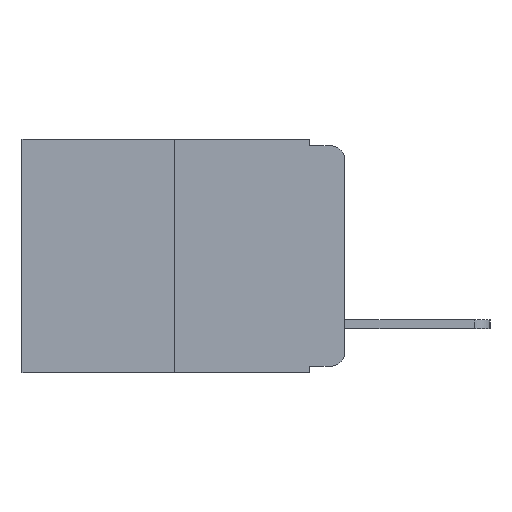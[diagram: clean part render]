
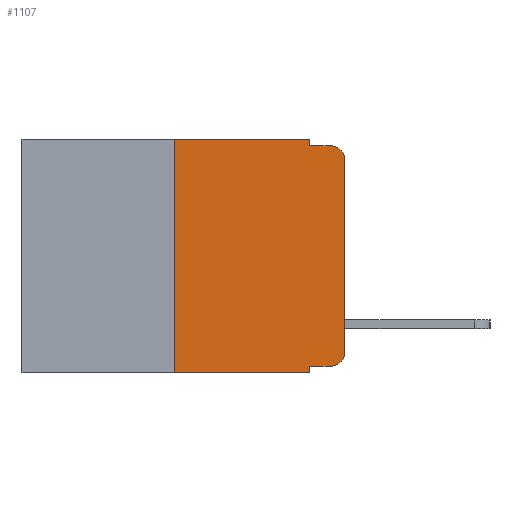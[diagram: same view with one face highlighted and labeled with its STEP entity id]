
A CAD part, left-side view. The second image highlights one B-rep face of the part: STEP entity #1107.
In plain terms, the highlighted planar face has unit normal (-1, 0, 0).
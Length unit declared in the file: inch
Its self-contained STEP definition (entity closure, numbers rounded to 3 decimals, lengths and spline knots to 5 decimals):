
#68 = VERTEX_POINT ( 'NONE', #7561 ) ;
#114 = CIRCLE ( 'NONE', #13439, 0.02 ) ;
#131 = DIRECTION ( 'NONE',  ( 0., 0., 1. ) ) ;
#422 = LINE ( 'NONE', #13616, #13571 ) ;
#520 = VERTEX_POINT ( 'NONE', #2759 ) ;
#595 = EDGE_CURVE ( 'NONE', #2892, #520, #5639, .T. ) ;
#1023 = EDGE_CURVE ( 'NONE', #9688, #10145, #422, .T. ) ;
#1107 = ADVANCED_FACE ( 'NONE', ( #12425 ), #10962, .F. ) ;
#2111 = CIRCLE ( 'NONE', #5353, 0.02 ) ;
#2114 = ORIENTED_EDGE ( 'NONE', *, *, #5352, .F. ) ;
#2340 = VERTEX_POINT ( 'NONE', #15672 ) ;
#2418 = DIRECTION ( 'NONE',  ( 0., -1., 0. ) ) ;
#2695 = EDGE_LOOP ( 'NONE', ( #6162, #11577, #6440, #7205, #3849, #3675, #6467, #2114, #5381, #4929 ) ) ;
#2759 = CARTESIAN_POINT ( 'NONE',  ( 0., 0.051, 0. ) ) ;
#2865 = AXIS2_PLACEMENT_3D ( 'NONE', #7728, #6658, #8531 ) ;
#2892 = VERTEX_POINT ( 'NONE', #15416 ) ;
#2994 = VECTOR ( 'NONE', #4751, 39.37008 ) ;
#3111 = VERTEX_POINT ( 'NONE', #6092 ) ;
#3271 = LINE ( 'NONE', #13984, #16333 ) ;
#3675 = ORIENTED_EDGE ( 'NONE', *, *, #8080, .F. ) ;
#3849 = ORIENTED_EDGE ( 'NONE', *, *, #595, .F. ) ;
#4233 = EDGE_CURVE ( 'NONE', #10929, #68, #16460, .T. ) ;
#4751 = DIRECTION ( 'NONE',  ( 0., -1., 0. ) ) ;
#4773 = VECTOR ( 'NONE', #15695, 39.37008 ) ;
#4869 = CARTESIAN_POINT ( 'NONE',  ( 0., 0.02, -0.313 ) ) ;
#4926 = LINE ( 'NONE', #10317, #8116 ) ;
#4929 = ORIENTED_EDGE ( 'NONE', *, *, #5329, .T. ) ;
#4984 = VERTEX_POINT ( 'NONE', #5293 ) ;
#5046 = LINE ( 'NONE', #8293, #8235 ) ;
#5293 = CARTESIAN_POINT ( 'NONE',  ( 0., 0., -0.03 ) ) ;
#5329 = EDGE_CURVE ( 'NONE', #10145, #3111, #2111, .T. ) ;
#5352 = EDGE_CURVE ( 'NONE', #9688, #68, #4926, .T. ) ;
#5353 = AXIS2_PLACEMENT_3D ( 'NONE', #4869, #12095, #8054 ) ;
#5381 = ORIENTED_EDGE ( 'NONE', *, *, #1023, .T. ) ;
#5639 = LINE ( 'NONE', #11257, #4773 ) ;
#5661 = CARTESIAN_POINT ( 'NONE',  ( 0., 0.25, 0. ) ) ;
#6092 = CARTESIAN_POINT ( 'NONE',  ( 0., 0., -0.313 ) ) ;
#6162 = ORIENTED_EDGE ( 'NONE', *, *, #12677, .T. ) ;
#6440 = ORIENTED_EDGE ( 'NONE', *, *, #15445, .F. ) ;
#6467 = ORIENTED_EDGE ( 'NONE', *, *, #4233, .T. ) ;
#6497 = DIRECTION ( 'NONE',  ( -1., 0., 0. ) ) ;
#6658 = DIRECTION ( 'NONE',  ( 1., 0., 0. ) ) ;
#7124 = CARTESIAN_POINT ( 'NONE',  ( 0., 0.051, -0.333 ) ) ;
#7205 = ORIENTED_EDGE ( 'NONE', *, *, #13065, .F. ) ;
#7251 = CARTESIAN_POINT ( 'NONE',  ( 0., 0.051, -0.01 ) ) ;
#7561 = CARTESIAN_POINT ( 'NONE',  ( 0., 0.051, -0.343 ) ) ;
#7728 = CARTESIAN_POINT ( 'NONE',  ( 0., 0.473, 0. ) ) ;
#8054 = DIRECTION ( 'NONE',  ( 0., 0., -1. ) ) ;
#8080 = EDGE_CURVE ( 'NONE', #10929, #2892, #9951, .T. ) ;
#8116 = VECTOR ( 'NONE', #8306, 39.37008 ) ;
#8235 = VECTOR ( 'NONE', #9526, 39.37008 ) ;
#8293 = CARTESIAN_POINT ( 'NONE',  ( 0., 0.051, 0. ) ) ;
#8306 = DIRECTION ( 'NONE',  ( 0., 0., -1. ) ) ;
#8531 = DIRECTION ( 'NONE',  ( 0., 0., -1. ) ) ;
#9117 = CARTESIAN_POINT ( 'NONE',  ( 0., 0.02, -0.333 ) ) ;
#9279 = CARTESIAN_POINT ( 'NONE',  ( 0., 0.473, -0.343 ) ) ;
#9489 = CARTESIAN_POINT ( 'NONE',  ( 0., 0.25, -0.343 ) ) ;
#9526 = DIRECTION ( 'NONE',  ( 0., 0., -1. ) ) ;
#9688 = VERTEX_POINT ( 'NONE', #7124 ) ;
#9951 = LINE ( 'NONE', #5661, #12795 ) ;
#9983 = LINE ( 'NONE', #16208, #16052 ) ;
#10145 = VERTEX_POINT ( 'NONE', #9117 ) ;
#10170 = DIRECTION ( 'NONE',  ( 0., 0., 1. ) ) ;
#10317 = CARTESIAN_POINT ( 'NONE',  ( 0., 0.051, 0. ) ) ;
#10929 = VERTEX_POINT ( 'NONE', #9489 ) ;
#10962 = PLANE ( 'NONE',  #2865 ) ;
#11257 = CARTESIAN_POINT ( 'NONE',  ( 0., 0.473, 0. ) ) ;
#11341 = EDGE_CURVE ( 'NONE', #4984, #2340, #114, .T. ) ;
#11577 = ORIENTED_EDGE ( 'NONE', *, *, #11341, .T. ) ;
#12095 = DIRECTION ( 'NONE',  ( -1., 0., 0. ) ) ;
#12425 = FACE_OUTER_BOUND ( 'NONE', #2695, .T. ) ;
#12677 = EDGE_CURVE ( 'NONE', #3111, #4984, #9983, .T. ) ;
#12795 = VECTOR ( 'NONE', #131, 39.37008 ) ;
#13065 = EDGE_CURVE ( 'NONE', #520, #15049, #5046, .T. ) ;
#13439 = AXIS2_PLACEMENT_3D ( 'NONE', #13950, #6497, #15174 ) ;
#13571 = VECTOR ( 'NONE', #13876, 39.37008 ) ;
#13616 = CARTESIAN_POINT ( 'NONE',  ( 0., 0.051, -0.333 ) ) ;
#13876 = DIRECTION ( 'NONE',  ( 0., -1., 0. ) ) ;
#13950 = CARTESIAN_POINT ( 'NONE',  ( 0., 0.02, -0.03 ) ) ;
#13984 = CARTESIAN_POINT ( 'NONE',  ( 0., 0.051, -0.01 ) ) ;
#15049 = VERTEX_POINT ( 'NONE', #7251 ) ;
#15174 = DIRECTION ( 'NONE',  ( 0., 0., -1. ) ) ;
#15416 = CARTESIAN_POINT ( 'NONE',  ( 0., 0.25, 0. ) ) ;
#15445 = EDGE_CURVE ( 'NONE', #15049, #2340, #3271, .T. ) ;
#15672 = CARTESIAN_POINT ( 'NONE',  ( 0., 0.02, -0.01 ) ) ;
#15695 = DIRECTION ( 'NONE',  ( 0., -1., 0. ) ) ;
#16052 = VECTOR ( 'NONE', #10170, 39.37008 ) ;
#16208 = CARTESIAN_POINT ( 'NONE',  ( 0., 0., 0. ) ) ;
#16333 = VECTOR ( 'NONE', #2418, 39.37008 ) ;
#16460 = LINE ( 'NONE', #9279, #2994 ) ;
